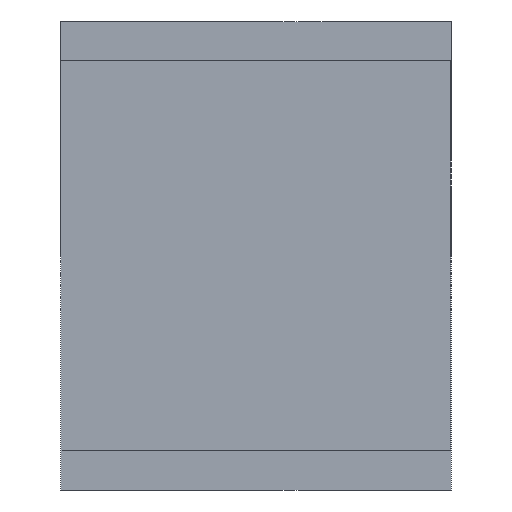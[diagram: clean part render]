
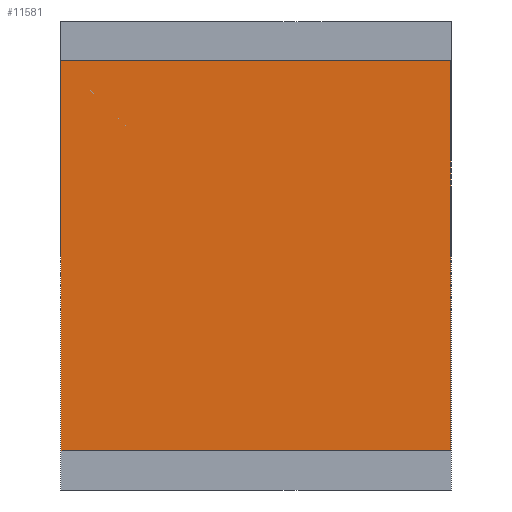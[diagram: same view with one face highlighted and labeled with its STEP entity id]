
A CAD part, left-side view. The second image highlights one B-rep face of the part: STEP entity #11581.
In plain terms, the highlighted planar face has unit normal (-1, 0, 0).
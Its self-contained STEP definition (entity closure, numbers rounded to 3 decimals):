
#1356 = VERTEX_POINT ( 'NONE', #11776 ) ;
#1358 = VERTEX_POINT ( 'NONE', #11778 ) ;
#1361 = VERTEX_POINT ( 'NONE', #11781 ) ;
#1362 = VERTEX_POINT ( 'NONE', #11782 ) ;
#2420 = EDGE_CURVE ( 'NONE', #1356, #1358, #12007, .T. ) ;
#2615 = VECTOR ( 'NONE', #12009, 1000. ) ;
#2925 = PLANE ( 'NONE',  #11180 ) ;
#2926 = CARTESIAN_POINT ( 'NONE',  ( -3.6, -27.026, 2.5 ) ) ;
#2927 = DIRECTION ( 'NONE',  ( -1., 0., 0. ) ) ;
#2928 = DIRECTION ( 'NONE',  ( 0., 0., 1. ) ) ;
#3984 = VECTOR ( 'NONE', #5238, 1000. ) ;
#3987 = VECTOR ( 'NONE', #5247, 1000. ) ;
#3992 = VECTOR ( 'NONE', #5262, 1000. ) ;
#5236 = LINE ( 'NONE', #5237, #3984 ) ;
#5237 = CARTESIAN_POINT ( 'NONE',  ( -3.6, -27.026, -2.5 ) ) ;
#5238 = DIRECTION ( 'NONE',  ( 0., 1., 0. ) ) ;
#5245 = LINE ( 'NONE', #5246, #3987 ) ;
#5246 = CARTESIAN_POINT ( 'NONE',  ( -3.6, -2.5, 2.5 ) ) ;
#5247 = DIRECTION ( 'NONE',  ( 0., 0., -1. ) ) ;
#5260 = LINE ( 'NONE', #5261, #3992 ) ;
#5261 = CARTESIAN_POINT ( 'NONE',  ( -3.6, 2.5, 2.5 ) ) ;
#5262 = DIRECTION ( 'NONE',  ( 0., 0., -1. ) ) ;
#5450 = EDGE_CURVE ( 'NONE', #1361, #1362, #5236, .T. ) ;
#5453 = EDGE_CURVE ( 'NONE', #1356, #1361, #5245, .T. ) ;
#5458 = EDGE_CURVE ( 'NONE', #1358, #1362, #5260, .T. ) ;
#9957 = ORIENTED_EDGE ( 'NONE', *, *, #5458, .T. ) ;
#9958 = ORIENTED_EDGE ( 'NONE', *, *, #5450, .F. ) ;
#9959 = ORIENTED_EDGE ( 'NONE', *, *, #5453, .F. ) ;
#9960 = ORIENTED_EDGE ( 'NONE', *, *, #2420, .T. ) ;
#10090 = EDGE_LOOP ( 'NONE', ( #9958, #9959, #9960, #9957 ) ) ;
#11178 = FACE_OUTER_BOUND ( 'NONE', #10090, .T. ) ;
#11180 = AXIS2_PLACEMENT_3D ( 'NONE', #2926, #2927, #2928 ) ;
#11581 = ADVANCED_FACE ( 'NONE', ( #11178 ), #2925, .T. ) ;
#11776 = CARTESIAN_POINT ( 'NONE',  ( -3.6, -2.5, 2.5 ) ) ;
#11778 = CARTESIAN_POINT ( 'NONE',  ( -3.6, 2.5, 2.5 ) ) ;
#11781 = CARTESIAN_POINT ( 'NONE',  ( -3.6, -2.5, -2.5 ) ) ;
#11782 = CARTESIAN_POINT ( 'NONE',  ( -3.6, 2.5, -2.5 ) ) ;
#12007 = LINE ( 'NONE', #12008, #2615 ) ;
#12008 = CARTESIAN_POINT ( 'NONE',  ( -3.6, -27.026, 2.5 ) ) ;
#12009 = DIRECTION ( 'NONE',  ( 0., 1., 0. ) ) ;
